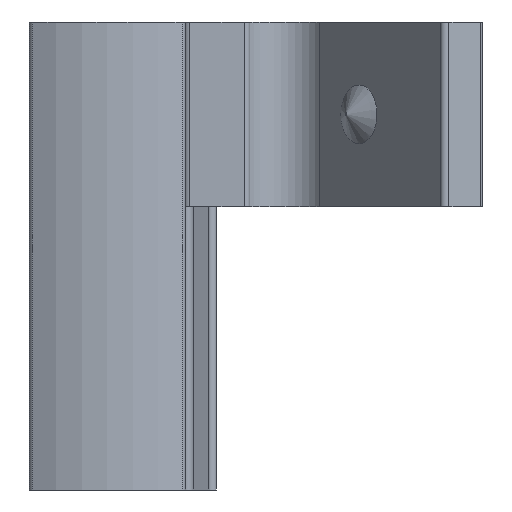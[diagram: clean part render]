
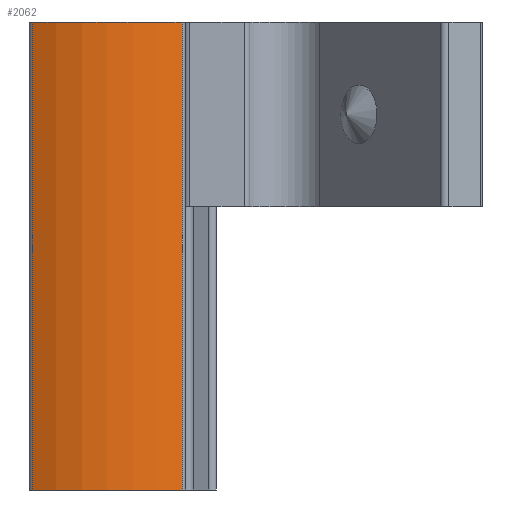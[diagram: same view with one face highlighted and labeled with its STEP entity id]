
A CAD part, front view. The second image highlights one B-rep face of the part: STEP entity #2062.
In plain terms, the highlighted cylindrical face has radius 11.5 mm (diameter 23 mm), a partial arc.
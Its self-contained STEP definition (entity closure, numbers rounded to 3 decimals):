
#179=CIRCLE('',#2270,11.5);
#180=CIRCLE('',#2271,11.5);
#550=ORIENTED_EDGE('',*,*,#1007,.T.);
#551=ORIENTED_EDGE('',*,*,#1008,.F.);
#552=ORIENTED_EDGE('',*,*,#1009,.F.);
#553=ORIENTED_EDGE('',*,*,#1005,.T.);
#1005=EDGE_CURVE('',#1253,#1252,#1448,.T.);
#1007=EDGE_CURVE('',#1252,#1254,#179,.T.);
#1008=EDGE_CURVE('',#1255,#1254,#1449,.T.);
#1009=EDGE_CURVE('',#1253,#1255,#180,.T.);
#1252=VERTEX_POINT('',#3364);
#1253=VERTEX_POINT('',#3366);
#1254=VERTEX_POINT('',#3370);
#1255=VERTEX_POINT('',#3372);
#1448=LINE('',#3365,#1631);
#1449=LINE('',#3371,#1632);
#1631=VECTOR('',#2733,1000.);
#1632=VECTOR('',#2740,1000.);
#1762=EDGE_LOOP('',(#550,#551,#552,#553));
#1889=FACE_BOUND('',#1762,.T.);
#1985=CYLINDRICAL_SURFACE('',#2269,11.5);
#2062=ADVANCED_FACE('',(#1889),#1985,.T.);
#2269=AXIS2_PLACEMENT_3D('',#3368,#2736,#2737);
#2270=AXIS2_PLACEMENT_3D('',#3369,#2738,#2739);
#2271=AXIS2_PLACEMENT_3D('',#3373,#2741,#2742);
#2733=DIRECTION('',(0.,0.,-1.));
#2736=DIRECTION('',(0.,0.,-1.));
#2737=DIRECTION('',(-1.,0.,0.));
#2738=DIRECTION('',(0.,0.,1.));
#2739=DIRECTION('',(1.,0.,0.));
#2740=DIRECTION('',(0.,0.,-1.));
#2741=DIRECTION('',(0.,0.,1.));
#2742=DIRECTION('',(1.,0.,0.));
#3364=CARTESIAN_POINT('',(7.216,-3.914,-0.02));
#3365=CARTESIAN_POINT('',(7.216,-3.914,33.));
#3366=CARTESIAN_POINT('',(7.216,-3.914,33.));
#3368=CARTESIAN_POINT('',(12.5,6.3,33.));
#3369=CARTESIAN_POINT('',(12.5,6.3,-0.02));
#3370=CARTESIAN_POINT('',(17.784,-3.914,-0.02));
#3371=CARTESIAN_POINT('',(17.784,-3.914,33.));
#3372=CARTESIAN_POINT('',(17.784,-3.914,33.));
#3373=CARTESIAN_POINT('',(12.5,6.3,33.));
